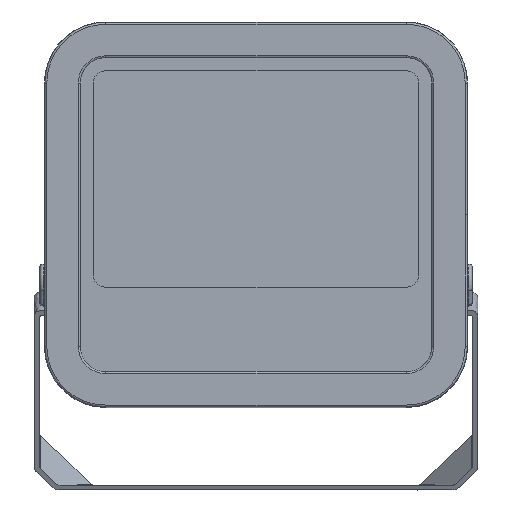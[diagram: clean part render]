
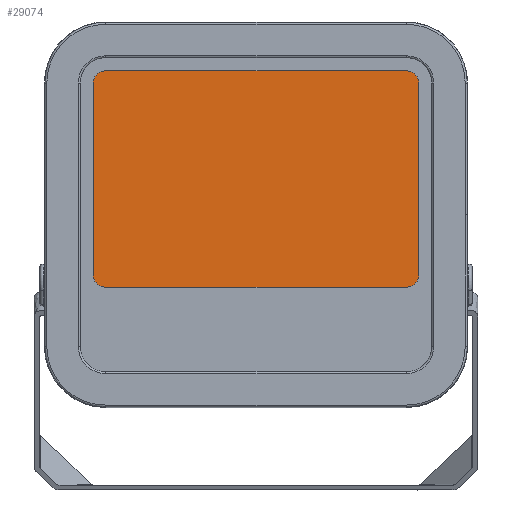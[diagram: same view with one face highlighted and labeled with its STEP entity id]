
A CAD part, top view. The second image highlights one B-rep face of the part: STEP entity #29074.
In plain terms, the highlighted face is planar.
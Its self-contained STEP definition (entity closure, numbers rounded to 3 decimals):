
#110 = CARTESIAN_POINT ( 'NONE',  ( 80., 107.705, -88.341 ) ) ;
#583 = CIRCLE ( 'NONE', #45570, 6.5 ) ;
#706 = ORIENTED_EDGE ( 'NONE', *, *, #18191, .T. ) ;
#1465 = CIRCLE ( 'NONE', #15921, 6.5 ) ;
#1735 = CARTESIAN_POINT ( 'NONE',  ( -86.5, 76.205, -88.341 ) ) ;
#2493 = EDGE_CURVE ( 'NONE', #32679, #29841, #3161, .T. ) ;
#3161 = CIRCLE ( 'NONE', #36754, 6.5 ) ;
#3212 = LINE ( 'NONE', #110, #16804 ) ;
#4480 = VECTOR ( 'NONE', #44163, 1000. ) ;
#4784 = LINE ( 'NONE', #26081, #6879 ) ;
#5351 = FACE_OUTER_BOUND ( 'NONE', #39065, .T. ) ;
#5529 = CARTESIAN_POINT ( 'NONE',  ( -80., 216.205, -88.341 ) ) ;
#6748 = DIRECTION ( 'NONE',  ( -1., 0., 0. ) ) ;
#6879 = VECTOR ( 'NONE', #33891, 1000. ) ;
#7846 = DIRECTION ( 'NONE',  ( 0., 0., -1. ) ) ;
#9018 = EDGE_CURVE ( 'NONE', #27208, #27909, #32981, .T. ) ;
#9407 = ORIENTED_EDGE ( 'NONE', *, *, #9018, .T. ) ;
#9723 = CARTESIAN_POINT ( 'NONE',  ( 86.5, 114.205, -88.341 ) ) ;
#10884 = EDGE_CURVE ( 'NONE', #29841, #12249, #38013, .T. ) ;
#12249 = VERTEX_POINT ( 'NONE', #36863 ) ;
#12896 = DIRECTION ( 'NONE',  ( -1., 0., 0. ) ) ;
#13488 = VERTEX_POINT ( 'NONE', #39225 ) ;
#13620 = DIRECTION ( 'NONE',  ( 0., 0., -1. ) ) ;
#13710 = DIRECTION ( 'NONE',  ( -1., 0., 0. ) ) ;
#14180 = CIRCLE ( 'NONE', #30208, 6.5 ) ;
#15921 = AXIS2_PLACEMENT_3D ( 'NONE', #5529, #13620, #12896 ) ;
#16263 = DIRECTION ( 'NONE',  ( 0., 1., 0. ) ) ;
#16804 = VECTOR ( 'NONE', #13710, 1000. ) ;
#18191 = EDGE_CURVE ( 'NONE', #24981, #32679, #3212, .T. ) ;
#19793 = CARTESIAN_POINT ( 'NONE',  ( 86.5, 216.205, -88.341 ) ) ;
#22429 = DIRECTION ( 'NONE',  ( -1., 0., 0. ) ) ;
#22671 = CARTESIAN_POINT ( 'NONE',  ( 86.5, 76.205, -88.341 ) ) ;
#22749 = AXIS2_PLACEMENT_3D ( 'NONE', #31855, #35925, #6748 ) ;
#23968 = DIRECTION ( 'NONE',  ( 0., 0., -1. ) ) ;
#24048 = CARTESIAN_POINT ( 'NONE',  ( -86.5, 114.205, -88.341 ) ) ;
#24792 = CARTESIAN_POINT ( 'NONE',  ( 80., 216.205, -88.341 ) ) ;
#24981 = VERTEX_POINT ( 'NONE', #28677 ) ;
#26081 = CARTESIAN_POINT ( 'NONE',  ( 80., 222.705, -88.341 ) ) ;
#26833 = CARTESIAN_POINT ( 'NONE',  ( -80., 222.705, -88.341 ) ) ;
#27208 = VERTEX_POINT ( 'NONE', #19793 ) ;
#27744 = EDGE_CURVE ( 'NONE', #27909, #24981, #14180, .T. ) ;
#27909 = VERTEX_POINT ( 'NONE', #9723 ) ;
#28677 = CARTESIAN_POINT ( 'NONE',  ( 80., 107.705, -88.341 ) ) ;
#29074 = ADVANCED_FACE ( 'NONE', ( #5351 ), #34697, .T. ) ;
#29841 = VERTEX_POINT ( 'NONE', #24048 ) ;
#29856 = ORIENTED_EDGE ( 'NONE', *, *, #38929, .T. ) ;
#30208 = AXIS2_PLACEMENT_3D ( 'NONE', #44384, #7846, #22429 ) ;
#30477 = ORIENTED_EDGE ( 'NONE', *, *, #10884, .T. ) ;
#31855 = CARTESIAN_POINT ( 'NONE',  ( 80., 76.205, -88.341 ) ) ;
#32368 = VECTOR ( 'NONE', #16263, 1000. ) ;
#32541 = ORIENTED_EDGE ( 'NONE', *, *, #2493, .T. ) ;
#32679 = VERTEX_POINT ( 'NONE', #46052 ) ;
#32981 = LINE ( 'NONE', #22671, #4480 ) ;
#33891 = DIRECTION ( 'NONE',  ( 1., 0., 0. ) ) ;
#34697 = PLANE ( 'NONE',  #22749 ) ;
#35925 = DIRECTION ( 'NONE',  ( 0., 0., -1. ) ) ;
#36111 = EDGE_CURVE ( 'NONE', #12249, #43745, #1465, .T. ) ;
#36131 = ORIENTED_EDGE ( 'NONE', *, *, #36111, .T. ) ;
#36754 = AXIS2_PLACEMENT_3D ( 'NONE', #45451, #23968, #41856 ) ;
#36863 = CARTESIAN_POINT ( 'NONE',  ( -86.5, 216.205, -88.341 ) ) ;
#38013 = LINE ( 'NONE', #1735, #32368 ) ;
#38929 = EDGE_CURVE ( 'NONE', #13488, #27208, #583, .T. ) ;
#39065 = EDGE_LOOP ( 'NONE', ( #706, #32541, #30477, #36131, #45107, #29856, #9407, #47140 ) ) ;
#39225 = CARTESIAN_POINT ( 'NONE',  ( 80., 222.705, -88.341 ) ) ;
#40824 = EDGE_CURVE ( 'NONE', #43745, #13488, #4784, .T. ) ;
#41856 = DIRECTION ( 'NONE',  ( -1., 0., 0. ) ) ;
#42226 = DIRECTION ( 'NONE',  ( 0., 0., -1. ) ) ;
#43745 = VERTEX_POINT ( 'NONE', #26833 ) ;
#44163 = DIRECTION ( 'NONE',  ( 0., -1., 0. ) ) ;
#44384 = CARTESIAN_POINT ( 'NONE',  ( 80., 114.205, -88.341 ) ) ;
#45107 = ORIENTED_EDGE ( 'NONE', *, *, #40824, .T. ) ;
#45451 = CARTESIAN_POINT ( 'NONE',  ( -80., 114.205, -88.341 ) ) ;
#45570 = AXIS2_PLACEMENT_3D ( 'NONE', #24792, #42226, #46539 ) ;
#46052 = CARTESIAN_POINT ( 'NONE',  ( -80., 107.705, -88.341 ) ) ;
#46539 = DIRECTION ( 'NONE',  ( -1., 0., 0. ) ) ;
#47140 = ORIENTED_EDGE ( 'NONE', *, *, #27744, .T. ) ;
